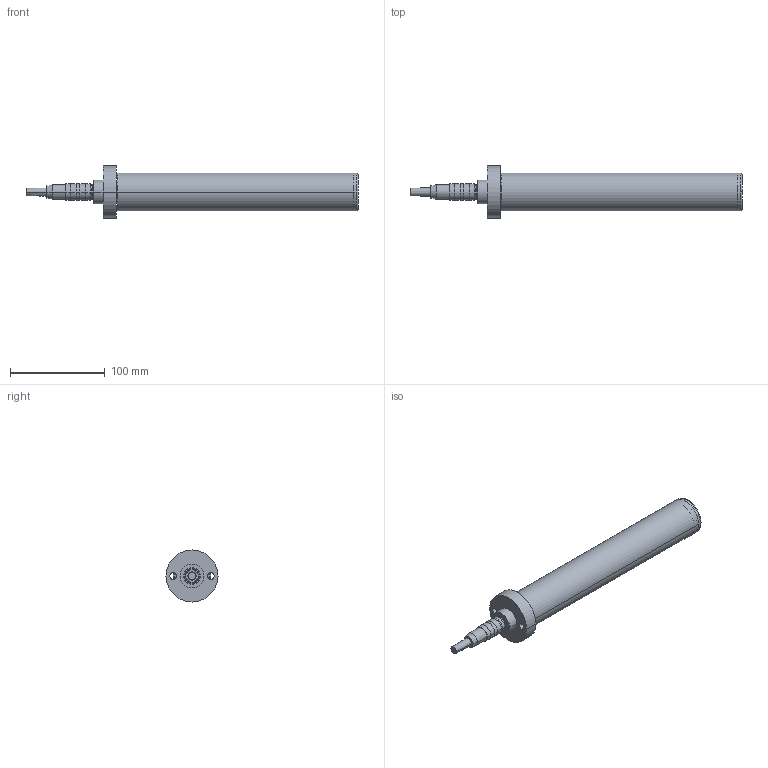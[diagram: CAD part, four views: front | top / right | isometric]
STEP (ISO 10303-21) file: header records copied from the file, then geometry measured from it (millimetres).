
FILE_DESCRIPTION((''),'2;1');
FILE_NAME('R1904091_stp.stp','2019-04-09T15:41:30',(''),(''),'Mechanical Desktop 2009','Mechanical Desktop 2009',', , ');
FILE_SCHEMA(('CONFIG_CONTROL_DESIGN'));
Length unit declared in the file: millimetre
Products named in the file (11): R1904091_STP; R5159004; TEIL1A; R51589; TEIL1AA; RILLENKUGELLAGER_6201; RILLENKUGELLAGER_6201A; LAMELLENSTOPFEN_D40; LAMELLENSTOPFEN_D40A; KABELDOSE_MINI_5_POL; TEIL1
Assembly tree (11 placements, depth 3):
  R1904091_STP
    R5159004
      TEIL1A
    R51589
      TEIL1AA
    RILLENKUGELLAGER_6201  x2
      RILLENKUGELLAGER_6201A
    LAMELLENSTOPFEN_D40
      LAMELLENSTOPFEN_D40A
    KABELDOSE_MINI_5_POL
      TEIL1
Bounding box: 351 x 55 x 55 mm (x, y, z)
Volume: 200534.9 mm3; surface area: 104443.5 mm2
Topology: 6 solids, 6 shells, 188 faces, 426 edges, 279 vertices
Faces by surface type: cylinder 88, plane 46, cone 28, torus 18, bspline 8
Entity records: 5192 total; most frequent: CARTESIAN_POINT 1122, DIRECTION 933, ORIENTED_EDGE 722, AXIS2_PLACEMENT_3D 405, EDGE_CURVE 361, CIRCLE 239, VERTEX_POINT 233, EDGE_LOOP 196
